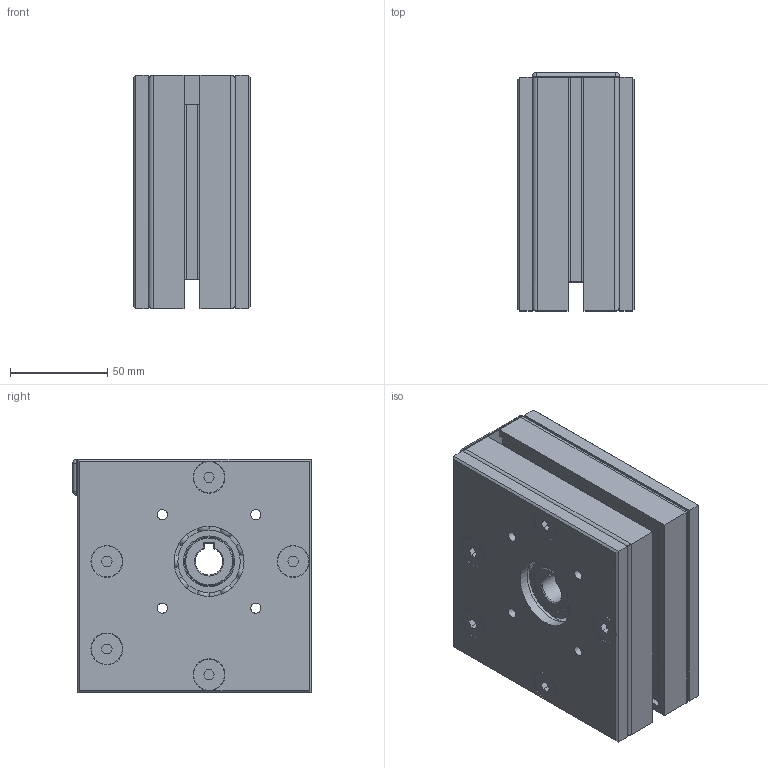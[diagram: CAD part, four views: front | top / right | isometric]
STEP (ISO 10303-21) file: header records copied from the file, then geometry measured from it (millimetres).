
FILE_DESCRIPTION((''),'2;1');
FILE_NAME('804516M.stp','2011-08-31T11:35:36',('jaroslavr'),(''),'Autodesk Inventor 2011','Autodesk Inventor 2011','');
FILE_SCHEMA(('AUTOMOTIVE_DESIGN { 1 0 10303 214 1 1 1 1 }'));
Length unit declared in the file: millimetre
Products named in the file (13): 804516M; 804516L; 804516P; DIN 625 SKF– s oboustranným zakrytím SKF 6005-2Z; 16AT10-Ř 14; 16AT10-Ř KR; DIN 7991 200820.4; Matice 45 210800; 101803; 221845_1 221845_1
Assembly tree (32 placements, depth 3):
  804516M
    804516L
    804516P
    DIN 625 SKF– s oboustranným zakrytím SKF 6005-2Z  x2
    16AT10-Ř 14
      16AT10-Ř 14
      16AT10-Ř KR  x2
    DIN 7991 200820.4  x10
    Matice 45 210800  x10
    101803
    101803
    101803
    221845_1 221845_1
Bounding box: 60 x 122.5 x 120 mm (x, y, z)
Volume: 439234.3 mm3; surface area: 193094.1 mm2
Topology: 31 solids, 31 shells, 734 faces, 1961 edges, 1277 vertices
Faces by surface type: plane 389, cylinder 221, torus 54, cone 48, sphere 22
Full cylindrical faces by diameter (mm): 5.2 x8, 6.647 x10, 8 x10, 8.4 x10, 16 x10, 25 x4, 32 x2, 32.04 x4, 36 x2, 39.96 x4, 47 x8, 60 x2
Entity records: 16484 total; most frequent: CARTESIAN_POINT 3610, DIRECTION 2676, ORIENTED_EDGE 2500, EDGE_CURVE 1250, AXIS2_PLACEMENT_3D 972, VERTEX_POINT 852, VECTOR 732, LINE 732
